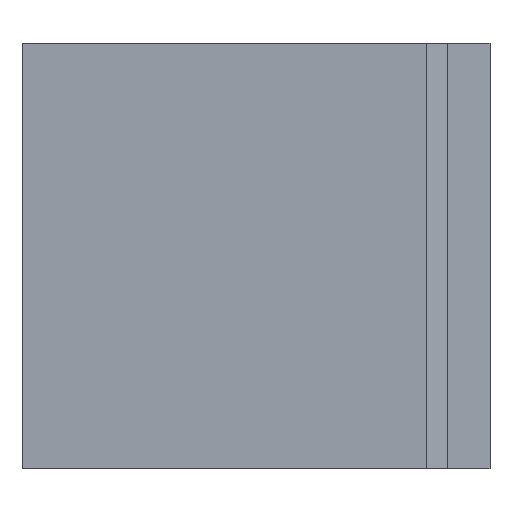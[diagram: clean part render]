
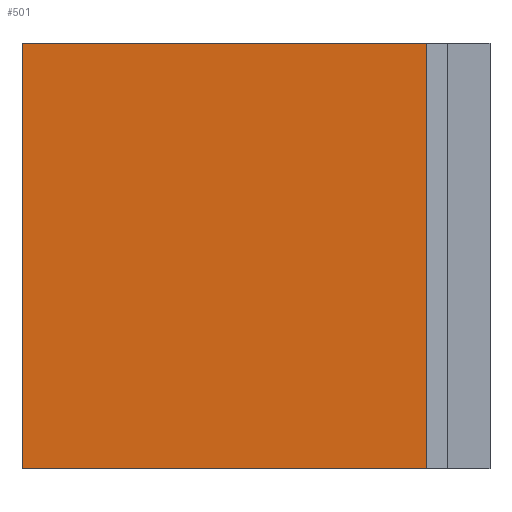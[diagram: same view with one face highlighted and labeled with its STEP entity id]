
A CAD part, left-side view. The second image highlights one B-rep face of the part: STEP entity #501.
In plain terms, the highlighted planar face has unit normal (-0.999, 0.05, 0).
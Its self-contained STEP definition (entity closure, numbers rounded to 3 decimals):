
#73=CARTESIAN_POINT('',(-19.5,10.0,10.0));
#74=VERTEX_POINT('',#73);
#91=CARTESIAN_POINT('',(-19.5,10.0,0.0));
#92=VERTEX_POINT('',#91);
#99=CARTESIAN_POINT('',(-19.5,10.0,0.0));
#100=DIRECTION('',(0.0,0.0,1.0));
#101=VECTOR('',#100,10.0);
#102=LINE('',#99,#101);
#103=EDGE_CURVE('',#92,#74,#102,.T.);
#454=CARTESIAN_POINT('',(-19.974,0.499,10.0));
#455=VERTEX_POINT('',#454);
#462=CARTESIAN_POINT('',(-19.974,0.499,0.0));
#463=VERTEX_POINT('',#462);
#464=CARTESIAN_POINT('',(-19.974,0.499,0.0));
#465=DIRECTION('',(0.0,0.0,1.0));
#466=VECTOR('',#465,10.0);
#467=LINE('',#464,#466);
#468=EDGE_CURVE('',#463,#455,#467,.T.);
#480=CARTESIAN_POINT('',(-19.974,0.499,0.0));
#481=DIRECTION('',(-0.999,0.05,0.0));
#482=DIRECTION('',(0.0,0.0,1.0));
#483=AXIS2_PLACEMENT_3D('',#480,#481,#482);
#484=PLANE('',#483);
#485=CARTESIAN_POINT('',(-19.974,0.499,10.0));
#486=DIRECTION('',(0.05,0.999,0.0));
#487=VECTOR('',#486,9.512);
#488=LINE('',#485,#487);
#489=EDGE_CURVE('',#455,#74,#488,.T.);
#490=ORIENTED_EDGE('',*,*,#489,.T.);
#491=ORIENTED_EDGE('',*,*,#103,.F.);
#492=CARTESIAN_POINT('',(-19.974,0.499,0.0));
#493=DIRECTION('',(0.05,0.999,0.0));
#494=VECTOR('',#493,9.512);
#495=LINE('',#492,#494);
#496=EDGE_CURVE('',#463,#92,#495,.T.);
#497=ORIENTED_EDGE('',*,*,#496,.F.);
#498=ORIENTED_EDGE('',*,*,#468,.T.);
#499=EDGE_LOOP('',(#490,#491,#497,#498));
#500=FACE_OUTER_BOUND('',#499,.T.);
#501=ADVANCED_FACE('',(#500),#484,.T.);
